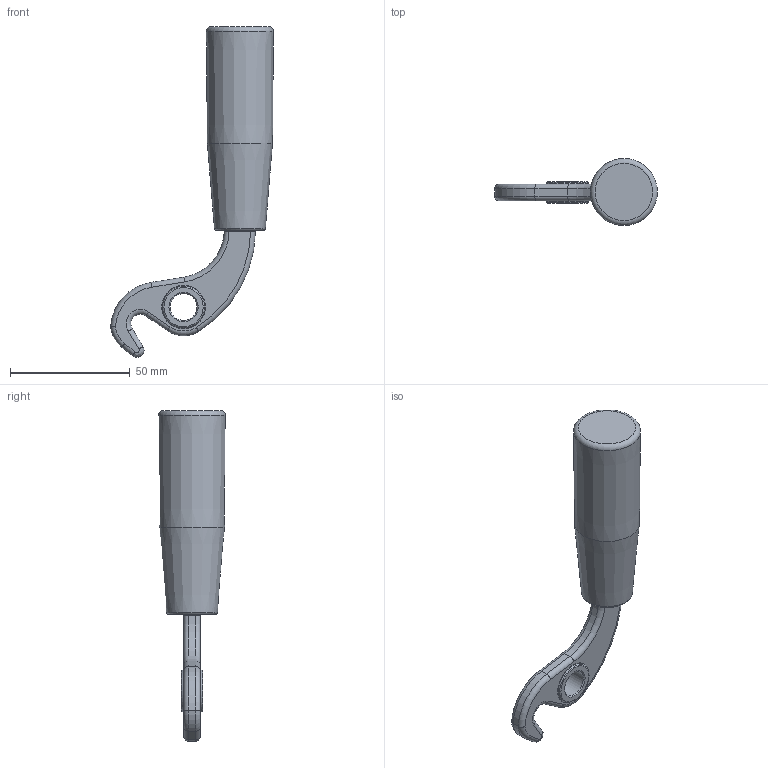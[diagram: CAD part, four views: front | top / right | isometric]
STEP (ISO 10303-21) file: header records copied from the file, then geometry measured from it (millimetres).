
FILE_DESCRIPTION( ( 'Unknown' ), '1' );
FILE_NAME( '6145005_MPC109.stp', 'Unknown', ( 'Unknown' ), ( 'Unknown' ), 'PSStep 11.0', 'Unknown', ' ' );
FILE_SCHEMA( ( 'AUTOMOTIVE_DESIGN { 1 0 10303 214 1 1 1 1 }' ) );
Length unit declared in the file: millimetre
Products named in the file (1): 6145012
Bounding box: 67.93 x 27.97 x 138 mm (x, y, z)
Volume: 51327.1 mm3; surface area: 15004.7 mm2
Topology: 1 solids, 3 shells, 180 faces, 507 edges, 290 vertices
Faces by surface type: bspline 96, plane 29, cylinder 24, torus 22, cone 9
Full cylindrical faces by diameter (mm): 10 x1, 11.2 x1, 16 x1, 17 x1
Entity records: 26118 total; most frequent: CARTESIAN_POINT 21201, ORIENTED_EDGE 900, DIRECTION 487, EDGE_CURVE 450, VERTEX_POINT 282, AXIS2_PLACEMENT_3D 216, EDGE_LOOP 208, B_SPLINE_CURVE_WITH_KNOTS 197
